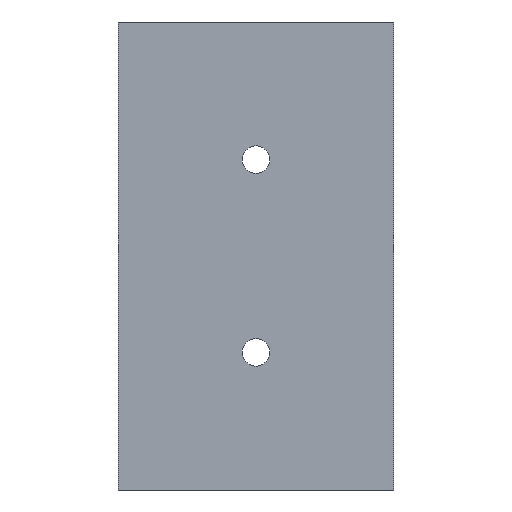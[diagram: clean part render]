
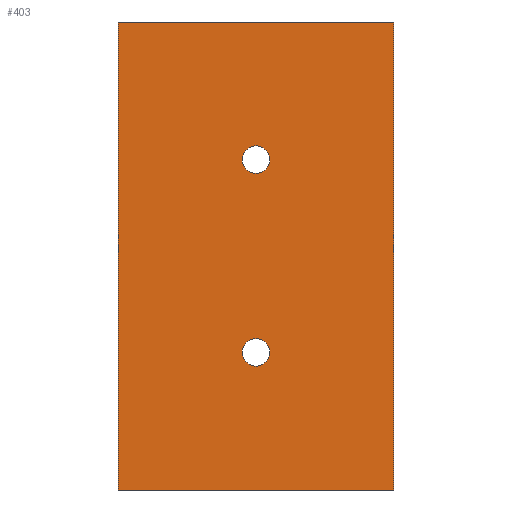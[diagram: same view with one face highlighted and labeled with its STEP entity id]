
A CAD part, front view. The second image highlights one B-rep face of the part: STEP entity #403.
In plain terms, the highlighted planar face has unit normal (0, -1, 0).
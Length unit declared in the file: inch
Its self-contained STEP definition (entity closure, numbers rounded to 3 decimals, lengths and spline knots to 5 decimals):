
#29=FACE_BOUND('',#99,.T.);
#30=FACE_BOUND('',#100,.T.);
#42=PLANE('',#448);
#63=FACE_OUTER_BOUND('',#98,.T.);
#98=EDGE_LOOP('',(#358,#359,#360,#361));
#99=EDGE_LOOP('',(#362));
#100=EDGE_LOOP('',(#363));
#125=LINE('',#639,#154);
#128=LINE('',#648,#157);
#131=LINE('',#674,#160);
#132=LINE('',#675,#161);
#154=VECTOR('',#517,1.25);
#157=VECTOR('',#526,2.125);
#160=VECTOR('',#561,1.25);
#161=VECTOR('',#562,2.125);
#181=CIRCLE('',#441,0.0625);
#183=CIRCLE('',#444,0.0625);
#211=VERTEX_POINT('',#636);
#212=VERTEX_POINT('',#638);
#215=VERTEX_POINT('',#646);
#218=VERTEX_POINT('',#660);
#220=VERTEX_POINT('',#665);
#222=VERTEX_POINT('',#673);
#257=EDGE_CURVE('',#211,#212,#125,.T.);
#262=EDGE_CURVE('',#211,#215,#128,.T.);
#266=EDGE_CURVE('',#218,#218,#181,.T.);
#268=EDGE_CURVE('',#220,#220,#183,.T.);
#271=EDGE_CURVE('',#222,#215,#131,.T.);
#272=EDGE_CURVE('',#212,#222,#132,.T.);
#358=ORIENTED_EDGE('',*,*,#257,.F.);
#359=ORIENTED_EDGE('',*,*,#262,.T.);
#360=ORIENTED_EDGE('',*,*,#271,.F.);
#361=ORIENTED_EDGE('',*,*,#272,.F.);
#362=ORIENTED_EDGE('',*,*,#266,.T.);
#363=ORIENTED_EDGE('',*,*,#268,.T.);
#403=ADVANCED_FACE('',(#63,#29,#30),#42,.T.);
#441=AXIS2_PLACEMENT_3D('',#661,#544,#545);
#444=AXIS2_PLACEMENT_3D('',#666,#550,#551);
#448=AXIS2_PLACEMENT_3D('',#672,#559,#560);
#517=DIRECTION('',(-1.,0.,0.));
#526=DIRECTION('',(0.,0.,1.));
#544=DIRECTION('center_axis',(0.,1.,0.));
#545=DIRECTION('ref_axis',(-1.,0.,0.));
#550=DIRECTION('center_axis',(0.,1.,0.));
#551=DIRECTION('ref_axis',(-1.,0.,0.));
#559=DIRECTION('center_axis',(0.,-1.,0.));
#560=DIRECTION('ref_axis',(1.,0.,0.));
#561=DIRECTION('',(1.,0.,0.));
#562=DIRECTION('',(0.,0.,1.));
#636=CARTESIAN_POINT('',(1.12956,-0.65592,0.));
#638=CARTESIAN_POINT('',(-0.12044,-0.65592,0.));
#639=CARTESIAN_POINT('',(1.12956,-0.65592,0.));
#646=CARTESIAN_POINT('',(1.12956,-0.65592,2.125));
#648=CARTESIAN_POINT('',(1.12956,-0.65592,0.));
#660=CARTESIAN_POINT('',(0.56706,-0.65592,1.5));
#661=CARTESIAN_POINT('Origin',(0.50456,-0.65592,1.5));
#665=CARTESIAN_POINT('',(0.56706,-0.65592,0.625));
#666=CARTESIAN_POINT('Origin',(0.50456,-0.65592,0.625));
#672=CARTESIAN_POINT('Origin',(-0.12044,-0.65592,0.));
#673=CARTESIAN_POINT('',(-0.12044,-0.65592,2.125));
#674=CARTESIAN_POINT('',(1.12956,-0.65592,2.125));
#675=CARTESIAN_POINT('',(-0.12044,-0.65592,0.));
